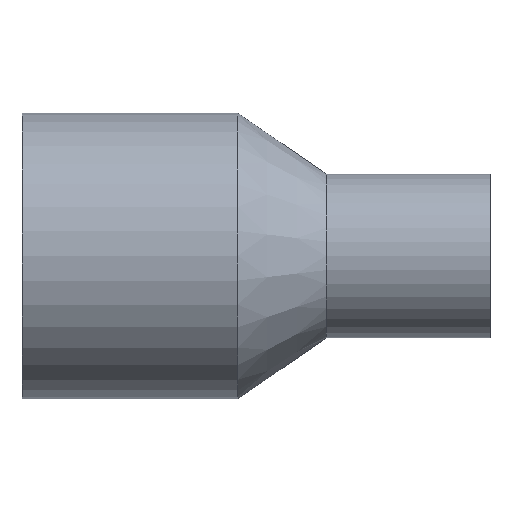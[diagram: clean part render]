
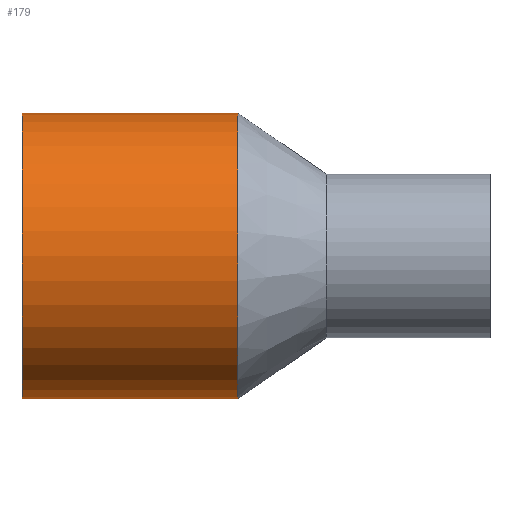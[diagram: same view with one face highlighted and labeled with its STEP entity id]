
A CAD part, top view. The second image highlights one B-rep face of the part: STEP entity #179.
In plain terms, the highlighted cylindrical face has radius 55 mm (diameter 110 mm), a partial arc.
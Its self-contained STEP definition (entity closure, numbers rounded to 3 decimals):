
#85 = VERTEX_POINT( '', #219 );
#103 = EDGE_CURVE( '', #109, #85, #240, .T. );
#109 = VERTEX_POINT( '', #246 );
#121 = VERTEX_POINT( '', #258 );
#143 = VERTEX_POINT( '', #285 );
#163 = EDGE_CURVE( '', #121, #109, #309, .T. );
#179 = ADVANCED_FACE( '', ( #325 ), #326, .T. );
#187 = EDGE_CURVE( '', #121, #143, #336, .T. );
#199 = EDGE_CURVE( '', #85, #143, #349, .T. );
#219 = CARTESIAN_POINT( '', ( 83., 55., 0. ) );
#240 = CIRCLE( '', #387, 55. );
#246 = CARTESIAN_POINT( '', ( 83., -55., 0. ) );
#258 = CARTESIAN_POINT( '', ( 0., -55., 0. ) );
#285 = CARTESIAN_POINT( '', ( 0., 55., 0. ) );
#309 = LINE( '', #471, #472 );
#325 = FACE_OUTER_BOUND( '', #497, .T. );
#326 = CYLINDRICAL_SURFACE( '', #498, 55. );
#336 = CIRCLE( '', #510, 55. );
#349 = LINE( '', #527, #528 );
#387 = AXIS2_PLACEMENT_3D( '', #566, #567, #568 );
#471 = CARTESIAN_POINT( '', ( 41.5, -55., 0. ) );
#472 = VECTOR( '', #655, 1. );
#497 = EDGE_LOOP( '', ( #669, #670, #671, #672 ) );
#498 = AXIS2_PLACEMENT_3D( '', #673, #674, #675 );
#510 = AXIS2_PLACEMENT_3D( '', #687, #688, #689 );
#527 = CARTESIAN_POINT( '', ( 41.5, 55., 0. ) );
#528 = VECTOR( '', #702, 1. );
#566 = CARTESIAN_POINT( '', ( 83., 0., 0. ) );
#567 = DIRECTION( '', ( -1., 0., 0. ) );
#568 = DIRECTION( '', ( 0., 1., 0. ) );
#655 = DIRECTION( '', ( 1., 0., 0. ) );
#669 = ORIENTED_EDGE( '', *, *, #199, .T. );
#670 = ORIENTED_EDGE( '', *, *, #187, .F. );
#671 = ORIENTED_EDGE( '', *, *, #163, .T. );
#672 = ORIENTED_EDGE( '', *, *, #103, .T. );
#673 = CARTESIAN_POINT( '', ( 41.5, 0., 0. ) );
#674 = DIRECTION( '', ( 1., 0., 0. ) );
#675 = DIRECTION( '', ( 0., 1., 0. ) );
#687 = CARTESIAN_POINT( '', ( 0., 0., 0. ) );
#688 = DIRECTION( '', ( -1., 0., 0. ) );
#689 = DIRECTION( '', ( 0., 1., 0. ) );
#702 = DIRECTION( '', ( -1., 0., 0. ) );
